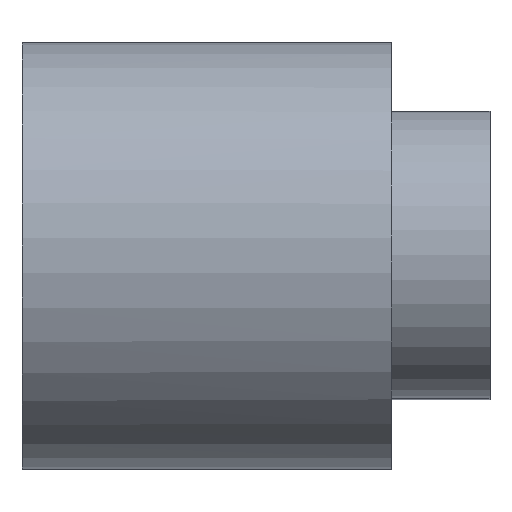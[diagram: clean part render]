
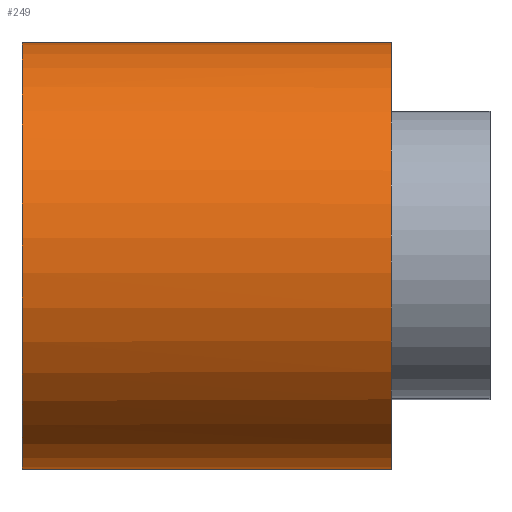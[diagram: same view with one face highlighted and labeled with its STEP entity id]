
A CAD part, top view. The second image highlights one B-rep face of the part: STEP entity #249.
In plain terms, the highlighted cylindrical face has radius 26 mm (diameter 52 mm), a partial arc.
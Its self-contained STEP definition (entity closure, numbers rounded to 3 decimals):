
#37=FACE_OUTER_BOUND('',#51,.T.);
#51=EDGE_LOOP('',(#219,#220,#221,#222,#223,#224));
#64=LINE('',#438,#81);
#69=LINE('',#454,#86);
#81=VECTOR('',#358,10.);
#86=VECTOR('',#377,10.);
#91=CIRCLE('',#281,26.);
#100=CIRCLE('',#293,26.);
#103=CIRCLE('',#300,26.);
#104=CIRCLE('',#301,26.);
#109=VERTEX_POINT('',#397);
#114=VERTEX_POINT('',#411);
#122=VERTEX_POINT('',#435);
#123=VERTEX_POINT('',#437);
#124=VERTEX_POINT('',#441);
#127=VERTEX_POINT('',#452);
#142=EDGE_CURVE('',#109,#114,#91,.T.);
#152=EDGE_CURVE('',#123,#122,#64,.T.);
#155=EDGE_CURVE('',#124,#122,#100,.T.);
#160=EDGE_CURVE('',#127,#124,#69,.T.);
#161=EDGE_CURVE('',#114,#127,#103,.T.);
#162=EDGE_CURVE('',#123,#109,#104,.T.);
#219=ORIENTED_EDGE('',*,*,#160,.F.);
#220=ORIENTED_EDGE('',*,*,#161,.F.);
#221=ORIENTED_EDGE('',*,*,#142,.F.);
#222=ORIENTED_EDGE('',*,*,#162,.F.);
#223=ORIENTED_EDGE('',*,*,#152,.T.);
#224=ORIENTED_EDGE('',*,*,#155,.F.);
#236=CYLINDRICAL_SURFACE('',#299,26.);
#249=ADVANCED_FACE('',(#37),#236,.T.);
#281=AXIS2_PLACEMENT_3D('',#417,#335,#336);
#293=AXIS2_PLACEMENT_3D('',#443,#363,#364);
#299=AXIS2_PLACEMENT_3D('',#455,#378,#379);
#300=AXIS2_PLACEMENT_3D('',#456,#380,#381);
#301=AXIS2_PLACEMENT_3D('',#457,#382,#383);
#335=DIRECTION('center_axis',(1.,0.,0.));
#336=DIRECTION('ref_axis',(0.,1.,0.));
#358=DIRECTION('',(-1.,0.,0.));
#363=DIRECTION('center_axis',(-1.,0.,0.));
#364=DIRECTION('ref_axis',(0.,1.,0.));
#377=DIRECTION('',(-1.,0.,0.));
#378=DIRECTION('center_axis',(-1.,0.,0.));
#379=DIRECTION('ref_axis',(0.,0.,1.));
#380=DIRECTION('center_axis',(1.,0.,0.));
#381=DIRECTION('ref_axis',(0.,1.,0.));
#382=DIRECTION('center_axis',(1.,0.,0.));
#383=DIRECTION('ref_axis',(0.,1.,0.));
#397=CARTESIAN_POINT('',(0.,17.5,-50.771));
#411=CARTESIAN_POINT('',(0.,-17.5,-50.771));
#417=CARTESIAN_POINT('Origin',(0.,0.,-70.));
#435=CARTESIAN_POINT('',(-45.,25.999,-70.2));
#437=CARTESIAN_POINT('',(0.,25.999,-70.2));
#438=CARTESIAN_POINT('',(0.,25.999,-70.2));
#441=CARTESIAN_POINT('',(-45.,-25.999,-70.2));
#443=CARTESIAN_POINT('Origin',(-45.,0.,-70.));
#452=CARTESIAN_POINT('',(0.,-25.999,-70.2));
#454=CARTESIAN_POINT('',(0.,-25.999,-70.2));
#455=CARTESIAN_POINT('Origin',(0.,0.,-70.));
#456=CARTESIAN_POINT('Origin',(0.,0.,-70.));
#457=CARTESIAN_POINT('Origin',(0.,0.,-70.));
